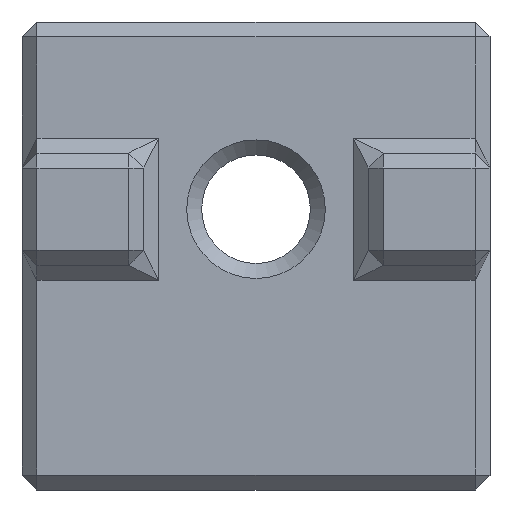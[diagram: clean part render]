
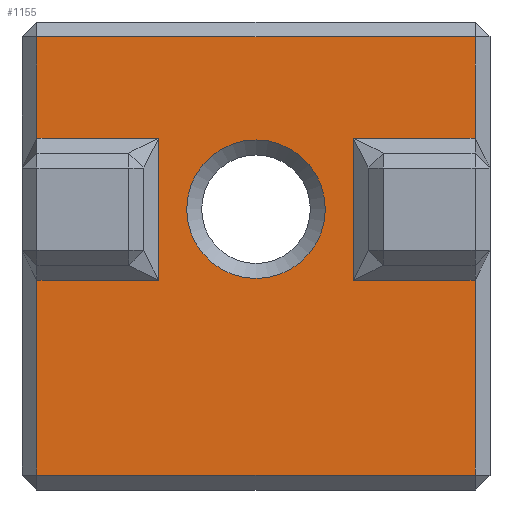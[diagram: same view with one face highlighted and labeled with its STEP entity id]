
A CAD part, left-side view. The second image highlights one B-rep face of the part: STEP entity #1155.
In plain terms, the highlighted planar face has unit normal (-1, 0, 0).
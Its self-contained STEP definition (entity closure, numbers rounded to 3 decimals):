
#21=FACE_BOUND('',#244,.T.);
#89=PLANE('',#1251);
#165=FACE_OUTER_BOUND('',#243,.T.);
#243=EDGE_LOOP('',(#1038,#1039,#1040,#1041,#1042,#1043,#1044,#1045,#1046,
#1047,#1048,#1049));
#244=EDGE_LOOP('',(#1050));
#288=LINE('',#1668,#435);
#316=LINE('',#1726,#463);
#323=LINE('',#1742,#470);
#339=LINE('',#1776,#486);
#346=LINE('',#1789,#493);
#351=LINE('',#1799,#498);
#355=LINE('',#1805,#502);
#366=LINE('',#1821,#513);
#374=LINE('',#1833,#521);
#379=LINE('',#1841,#526);
#384=LINE('',#1849,#531);
#390=LINE('',#1858,#537);
#435=VECTOR('',#1337,10.);
#463=VECTOR('',#1389,10.);
#470=VECTOR('',#1402,10.);
#486=VECTOR('',#1430,10.);
#493=VECTOR('',#1443,10.);
#498=VECTOR('',#1452,10.);
#502=VECTOR('',#1460,10.);
#513=VECTOR('',#1481,10.);
#521=VECTOR('',#1497,10.);
#526=VECTOR('',#1508,10.);
#531=VECTOR('',#1519,10.);
#537=VECTOR('',#1531,10.);
#550=CIRCLE('',#1252,3.7);
#568=VERTEX_POINT('',#1623);
#572=VERTEX_POINT('',#1631);
#579=VERTEX_POINT('',#1653);
#582=VERTEX_POINT('',#1660);
#589=VERTEX_POINT('',#1687);
#594=VERTEX_POINT('',#1697);
#602=VERTEX_POINT('',#1721);
#606=VERTEX_POINT('',#1735);
#612=VERTEX_POINT('',#1755);
#618=VERTEX_POINT('',#1769);
#623=VERTEX_POINT('',#1785);
#624=VERTEX_POINT('',#1792);
#627=VERTEX_POINT('',#1876);
#668=EDGE_CURVE('',#582,#572,#288,.T.);
#696=EDGE_CURVE('',#589,#602,#316,.T.);
#703=EDGE_CURVE('',#606,#594,#323,.T.);
#719=EDGE_CURVE('',#618,#606,#339,.T.);
#726=EDGE_CURVE('',#612,#623,#346,.T.);
#731=EDGE_CURVE('',#624,#618,#351,.T.);
#735=EDGE_CURVE('',#623,#624,#355,.T.);
#746=EDGE_CURVE('',#602,#612,#366,.T.);
#754=EDGE_CURVE('',#594,#582,#374,.T.);
#759=EDGE_CURVE('',#579,#589,#379,.T.);
#764=EDGE_CURVE('',#568,#579,#384,.T.);
#770=EDGE_CURVE('',#572,#568,#390,.T.);
#778=EDGE_CURVE('',#627,#627,#550,.T.);
#1038=ORIENTED_EDGE('',*,*,#726,.F.);
#1039=ORIENTED_EDGE('',*,*,#746,.F.);
#1040=ORIENTED_EDGE('',*,*,#696,.F.);
#1041=ORIENTED_EDGE('',*,*,#759,.F.);
#1042=ORIENTED_EDGE('',*,*,#764,.F.);
#1043=ORIENTED_EDGE('',*,*,#770,.F.);
#1044=ORIENTED_EDGE('',*,*,#668,.F.);
#1045=ORIENTED_EDGE('',*,*,#754,.F.);
#1046=ORIENTED_EDGE('',*,*,#703,.F.);
#1047=ORIENTED_EDGE('',*,*,#719,.F.);
#1048=ORIENTED_EDGE('',*,*,#731,.F.);
#1049=ORIENTED_EDGE('',*,*,#735,.F.);
#1050=ORIENTED_EDGE('',*,*,#778,.F.);
#1155=ADVANCED_FACE('',(#165,#21),#89,.T.);
#1251=AXIS2_PLACEMENT_3D('',#1875,#1557,#1558);
#1252=AXIS2_PLACEMENT_3D('',#1877,#1559,#1560);
#1337=DIRECTION('',(0.,0.,1.));
#1389=DIRECTION('',(0.,0.,1.));
#1402=DIRECTION('',(0.,0.,-1.));
#1430=DIRECTION('',(0.,-1.,0.));
#1443=DIRECTION('',(0.,0.,-1.));
#1452=DIRECTION('',(0.,0.,-1.));
#1460=DIRECTION('',(0.,1.,0.));
#1481=DIRECTION('',(0.,-1.,0.));
#1497=DIRECTION('',(0.,1.,0.));
#1508=DIRECTION('',(0.,1.,0.));
#1519=DIRECTION('',(0.,0.,1.));
#1531=DIRECTION('',(0.,-1.,0.));
#1557=DIRECTION('center_axis',(-1.,0.,0.));
#1558=DIRECTION('ref_axis',(0.,-1.,0.));
#1559=DIRECTION('center_axis',(-1.,0.,0.));
#1560=DIRECTION('ref_axis',(0.,1.,0.));
#1623=CARTESIAN_POINT('',(0.,17.7,6.2));
#1631=CARTESIAN_POINT('',(0.,24.2,6.2));
#1653=CARTESIAN_POINT('',(0.,17.7,13.8));
#1660=CARTESIAN_POINT('',(0.,24.2,-4.2));
#1668=CARTESIAN_POINT('',(0.,24.2,0.));
#1687=CARTESIAN_POINT('',(0.,24.2,13.8));
#1697=CARTESIAN_POINT('',(0.,0.8,-4.2));
#1721=CARTESIAN_POINT('',(0.,24.2,19.2));
#1726=CARTESIAN_POINT('',(0.,24.2,0.));
#1735=CARTESIAN_POINT('',(0.,0.8,6.2));
#1742=CARTESIAN_POINT('',(0.,0.8,0.));
#1755=CARTESIAN_POINT('',(0.,0.8,19.2));
#1769=CARTESIAN_POINT('',(0.,7.3,6.2));
#1776=CARTESIAN_POINT('',(0.,15.75,6.2));
#1785=CARTESIAN_POINT('',(0.,0.8,13.8));
#1789=CARTESIAN_POINT('',(0.,0.8,0.));
#1792=CARTESIAN_POINT('',(0.,7.3,13.8));
#1799=CARTESIAN_POINT('',(0.,7.3,6.5));
#1805=CARTESIAN_POINT('',(0.,12.5,13.8));
#1821=CARTESIAN_POINT('',(0.,18.75,19.2));
#1833=CARTESIAN_POINT('',(0.,18.75,-4.2));
#1841=CARTESIAN_POINT('',(0.,21.75,13.8));
#1849=CARTESIAN_POINT('',(0.,17.7,3.5));
#1858=CARTESIAN_POINT('',(0.,25.,6.2));
#1875=CARTESIAN_POINT('Origin',(0.,25.,0.));
#1876=CARTESIAN_POINT('',(0.,8.8,10.));
#1877=CARTESIAN_POINT('Origin',(0.,12.5,10.));
